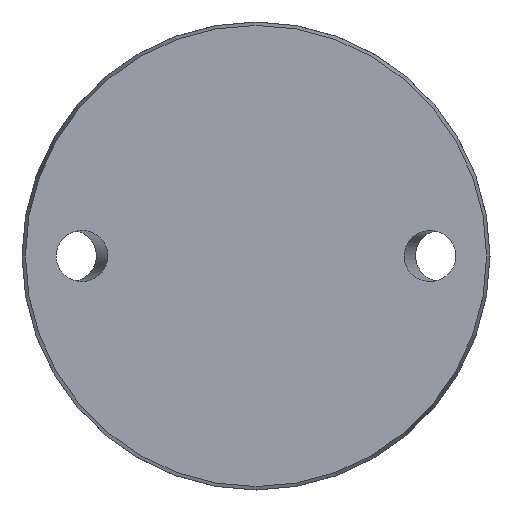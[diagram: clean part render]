
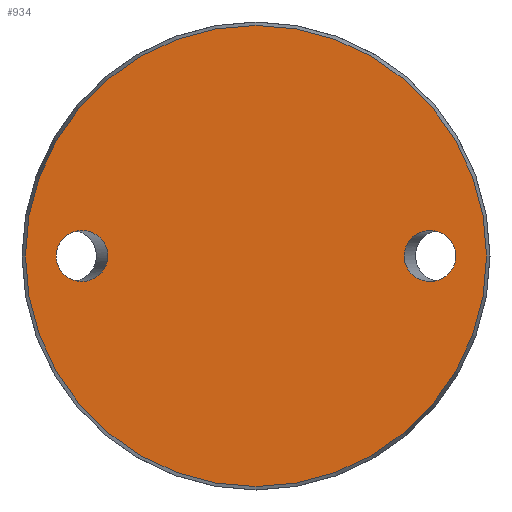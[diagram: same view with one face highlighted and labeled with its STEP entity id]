
A CAD part, front view. The second image highlights one B-rep face of the part: STEP entity #934.
In plain terms, the highlighted planar face has unit normal (0, -1, 0).
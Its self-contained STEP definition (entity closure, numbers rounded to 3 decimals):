
#6 = EDGE_LOOP ( 'NONE', ( #592 ) ) ;
#13 = DIRECTION ( 'NONE',  ( 0., 0., -1. ) ) ;
#22 = EDGE_CURVE ( 'NONE', #203, #203, #89, .T. ) ;
#58 = VERTEX_POINT ( 'NONE', #836 ) ;
#76 = DIRECTION ( 'NONE',  ( 0., 1., 0. ) ) ;
#89 =( BOUNDED_CURVE ( )  B_SPLINE_CURVE ( 3, ( #345, #261, #110, #961, #515, #497, #585 ),
 .UNSPECIFIED., .T., .F. ) 
 B_SPLINE_CURVE_WITH_KNOTS ( ( 4, 3, 4 ),
 ( 0., 3.142, 6.283 ),
 .UNSPECIFIED. ) 
 CURVE ( )  GEOMETRIC_REPRESENTATION_ITEM ( )  RATIONAL_B_SPLINE_CURVE ( ( 1., 0.333, 0.333, 1., 0.333, 0.333, 1. ) ) 
 REPRESENTATION_ITEM ( '' )  );
#99 = CARTESIAN_POINT ( 'NONE',  ( -24.691, 0., 0. ) ) ;
#110 = CARTESIAN_POINT ( 'NONE',  ( 33.309, 0., -8.5 ) ) ;
#160 = CARTESIAN_POINT ( 'NONE',  ( 0., 0., 0. ) ) ;
#203 = VERTEX_POINT ( 'NONE', #743 ) ;
#231 = FACE_BOUND ( 'NONE', #702, .T. ) ;
#238 = FACE_OUTER_BOUND ( 'NONE', #323, .T. ) ;
#261 = CARTESIAN_POINT ( 'NONE',  ( 24.691, 0., -8.5 ) ) ;
#289 = VERTEX_POINT ( 'NONE', #594 ) ;
#321 = CARTESIAN_POINT ( 'NONE',  ( -33.309, 0., -8.5 ) ) ;
#323 = EDGE_LOOP ( 'NONE', ( #839 ) ) ;
#336 = AXIS2_PLACEMENT_3D ( 'NONE', #772, #76, #540 ) ;
#345 = CARTESIAN_POINT ( 'NONE',  ( 24.691, 0., 0. ) ) ;
#383 = DIRECTION ( 'NONE',  ( 0., -1., 0. ) ) ;
#392 = CARTESIAN_POINT ( 'NONE',  ( -33.309, 0., 0. ) ) ;
#497 = CARTESIAN_POINT ( 'NONE',  ( 24.691, 0., 8.5 ) ) ;
#506 = EDGE_CURVE ( 'NONE', #58, #58, #641, .T. ) ;
#515 = CARTESIAN_POINT ( 'NONE',  ( 33.309, 0., 8.5 ) ) ;
#535 = FACE_BOUND ( 'NONE', #6, .T. ) ;
#540 = DIRECTION ( 'NONE',  ( 0., 0., 1. ) ) ;
#551 = CARTESIAN_POINT ( 'NONE',  ( -24.691, 0., 8.5 ) ) ;
#585 = CARTESIAN_POINT ( 'NONE',  ( 24.691, 0., 0. ) ) ;
#592 = ORIENTED_EDGE ( 'NONE', *, *, #22, .F. ) ;
#594 = CARTESIAN_POINT ( 'NONE',  ( 0., 0., -38.425 ) ) ;
#598 = EDGE_CURVE ( 'NONE', #289, #289, #830, .T. ) ;
#615 = CARTESIAN_POINT ( 'NONE',  ( -33.309, 0., 8.5 ) ) ;
#625 = CARTESIAN_POINT ( 'NONE',  ( -24.691, 0., -8.5 ) ) ;
#641 =( BOUNDED_CURVE ( )  B_SPLINE_CURVE ( 3, ( #392, #615, #551, #99, #625, #321, #920 ),
 .UNSPECIFIED., .T., .F. ) 
 B_SPLINE_CURVE_WITH_KNOTS ( ( 4, 3, 4 ),
 ( 0., 3.142, 6.283 ),
 .UNSPECIFIED. ) 
 CURVE ( )  GEOMETRIC_REPRESENTATION_ITEM ( )  RATIONAL_B_SPLINE_CURVE ( ( 1., 0.333, 0.333, 1., 0.333, 0.333, 1. ) ) 
 REPRESENTATION_ITEM ( '' )  );
#702 = EDGE_LOOP ( 'NONE', ( #792 ) ) ;
#743 = CARTESIAN_POINT ( 'NONE',  ( 24.691, 0., 0. ) ) ;
#772 = CARTESIAN_POINT ( 'NONE',  ( -38.425, 0., 0. ) ) ;
#792 = ORIENTED_EDGE ( 'NONE', *, *, #506, .T. ) ;
#830 = CIRCLE ( 'NONE', #958, 38.425 ) ;
#836 = CARTESIAN_POINT ( 'NONE',  ( -33.309, 0., 0. ) ) ;
#839 = ORIENTED_EDGE ( 'NONE', *, *, #598, .T. ) ;
#840 = PLANE ( 'NONE',  #336 ) ;
#920 = CARTESIAN_POINT ( 'NONE',  ( -33.309, 0., 0. ) ) ;
#934 = ADVANCED_FACE ( 'NONE', ( #231, #535, #238 ), #840, .F. ) ;
#958 = AXIS2_PLACEMENT_3D ( 'NONE', #160, #383, #13 ) ;
#961 = CARTESIAN_POINT ( 'NONE',  ( 33.309, 0., 0. ) ) ;
